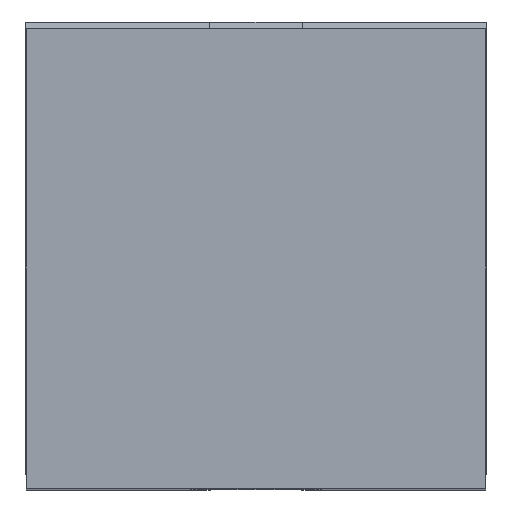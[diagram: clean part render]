
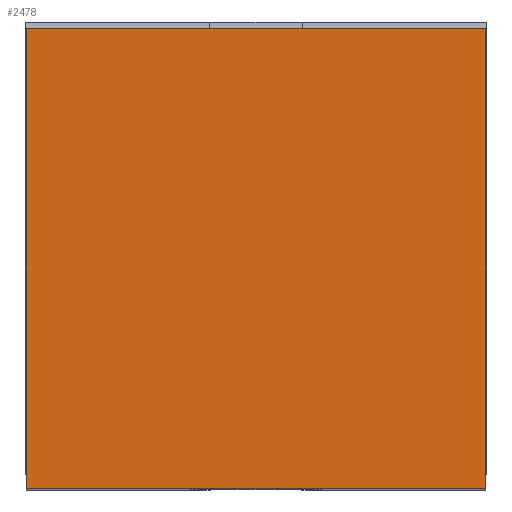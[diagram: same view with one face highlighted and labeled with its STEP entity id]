
A CAD part, top view. The second image highlights one B-rep face of the part: STEP entity #2478.
In plain terms, the highlighted planar face has unit normal (0, 0, 1).
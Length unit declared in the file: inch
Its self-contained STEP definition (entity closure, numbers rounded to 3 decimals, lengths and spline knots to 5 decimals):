
#136=DIRECTION('',(0.,-1.,0.));
#137=VECTOR('',#136,1.18);
#138=CARTESIAN_POINT('',(-0.59,1.18,0.));
#139=LINE('',#138,#137);
#392=DIRECTION('',(1.,0.,0.));
#393=VECTOR('',#392,1.18);
#394=CARTESIAN_POINT('',(-0.59,0.,0.));
#395=LINE('',#394,#393);
#1160=DIRECTION('',(0.,-1.,0.));
#1161=VECTOR('',#1160,1.18);
#1162=CARTESIAN_POINT('',(0.59,1.18,0.));
#1163=LINE('',#1162,#1161);
#1181=DIRECTION('',(1.,0.,0.));
#1182=VECTOR('',#1181,1.18);
#1183=CARTESIAN_POINT('',(-0.59,1.18,0.));
#1184=LINE('',#1183,#1182);
#1372=CARTESIAN_POINT('',(-0.59,1.18,0.));
#1373=CARTESIAN_POINT('',(-0.59,0.,0.));
#1374=VERTEX_POINT('',#1372);
#1375=VERTEX_POINT('',#1373);
#1378=CARTESIAN_POINT('',(0.59,1.18,0.));
#1379=CARTESIAN_POINT('',(0.59,0.,0.));
#1380=VERTEX_POINT('',#1378);
#1381=VERTEX_POINT('',#1379);
#2467=CARTESIAN_POINT('',(-0.59,1.18,0.));
#2468=DIRECTION('',(0.,0.,1.));
#2469=DIRECTION('',(0.,-1.,0.));
#2470=AXIS2_PLACEMENT_3D('',#2467,#2468,#2469);
#2471=PLANE('',#2470);
#2472=ORIENTED_EDGE('',*,*,#1598,.F.);
#2473=ORIENTED_EDGE('',*,*,#1814,.T.);
#2474=ORIENTED_EDGE('',*,*,#2460,.T.);
#2475=ORIENTED_EDGE('',*,*,#1767,.F.);
#2476=EDGE_LOOP('',(#2472,#2473,#2474,#2475));
#2477=FACE_OUTER_BOUND('',#2476,.F.);
#2478=ADVANCED_FACE('',(#2477),#2471,.T.);
#1598=EDGE_CURVE('',#1374,#1375,#139,.T.);
#1767=EDGE_CURVE('',#1375,#1381,#395,.T.);
#1814=EDGE_CURVE('',#1374,#1380,#1184,.T.);
#2460=EDGE_CURVE('',#1380,#1381,#1163,.T.);
